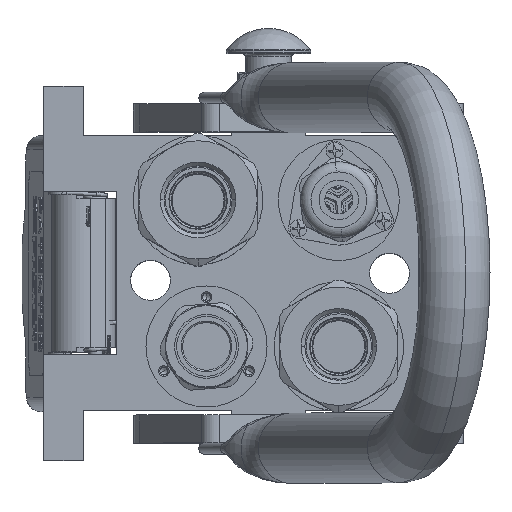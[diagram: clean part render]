
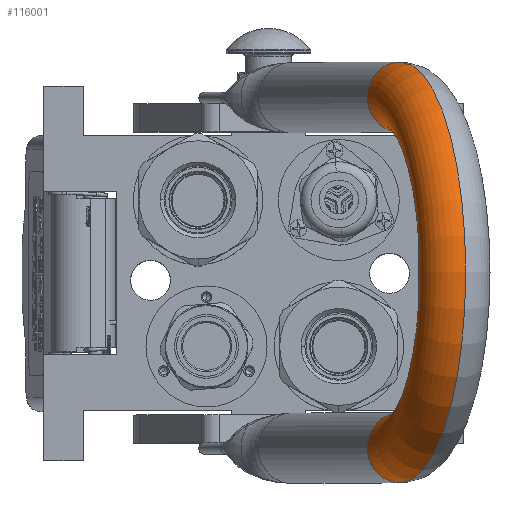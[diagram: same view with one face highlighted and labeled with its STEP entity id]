
A CAD part, top view. The second image highlights one B-rep face of the part: STEP entity #116001.
In plain terms, the highlighted toroidal (fillet/blend) face has major radius 62.25 mm and minor radius 12.5 mm.
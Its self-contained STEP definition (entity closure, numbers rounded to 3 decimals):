
#843 = CARTESIAN_POINT ( 'NONE',  ( 62.25, 0., 125.25 ) ) ;
#4181 = DIRECTION ( 'NONE',  ( 1., 0., 0. ) ) ;
#5229 = VERTEX_POINT ( 'NONE', #38626 ) ;
#38240 = DIRECTION ( 'NONE',  ( -1., 0., 0. ) ) ;
#38626 = CARTESIAN_POINT ( 'NONE',  ( -49.75, 0., 125.25 ) ) ;
#38928 = TOROIDAL_SURFACE ( 'NONE', #91360, 62.25, 12.5 ) ;
#40476 = DIRECTION ( 'NONE',  ( 1., 0., 0. ) ) ;
#43274 = CARTESIAN_POINT ( 'NONE',  ( 0., 0., 125.25 ) ) ;
#45656 = AXIS2_PLACEMENT_3D ( 'NONE', #124730, #168757, #169317 ) ;
#47110 = CIRCLE ( 'NONE', #82977, 12.5 ) ;
#50004 = EDGE_CURVE ( 'NONE', #125198, #5229, #47110, .T. ) ;
#53329 = EDGE_CURVE ( 'NONE', #132108, #170207, #87883, .T. ) ;
#60477 = CIRCLE ( 'NONE', #45656, 49.75 ) ;
#73480 = CARTESIAN_POINT ( 'NONE',  ( -74.75, 0., 125.25 ) ) ;
#76072 = ORIENTED_EDGE ( 'NONE', *, *, #102606, .F. ) ;
#78420 = DIRECTION ( 'NONE',  ( 0., 0., 1. ) ) ;
#78992 = CARTESIAN_POINT ( 'NONE',  ( -62.25, 0., 125.25 ) ) ;
#82475 = ORIENTED_EDGE ( 'NONE', *, *, #159076, .T. ) ;
#82977 = AXIS2_PLACEMENT_3D ( 'NONE', #78992, #78420, #38240 ) ;
#84000 = DIRECTION ( 'NONE',  ( 0., 1., 0. ) ) ;
#87883 = CIRCLE ( 'NONE', #111445, 12.5 ) ;
#88168 = CARTESIAN_POINT ( 'NONE',  ( 0., 0., 125.25 ) ) ;
#91360 = AXIS2_PLACEMENT_3D ( 'NONE', #43274, #84000, #4181 ) ;
#97856 = CIRCLE ( 'NONE', #152404, 74.75 ) ;
#102606 = EDGE_CURVE ( 'NONE', #125198, #132108, #97856, .T. ) ;
#105716 = FACE_OUTER_BOUND ( 'NONE', #167889, .T. ) ;
#110718 = CARTESIAN_POINT ( 'NONE',  ( 49.75, 0., 125.25 ) ) ;
#111445 = AXIS2_PLACEMENT_3D ( 'NONE', #843, #119247, #40476 ) ;
#116001 = ADVANCED_FACE ( 'NONE', ( #105716 ), #38928, .T. ) ;
#118066 = CARTESIAN_POINT ( 'NONE',  ( 74.75, 0., 125.25 ) ) ;
#119247 = DIRECTION ( 'NONE',  ( 0., 0., -1. ) ) ;
#124730 = CARTESIAN_POINT ( 'NONE',  ( 0., 0., 125.25 ) ) ;
#125198 = VERTEX_POINT ( 'NONE', #73480 ) ;
#132108 = VERTEX_POINT ( 'NONE', #118066 ) ;
#142217 = ORIENTED_EDGE ( 'NONE', *, *, #53329, .F. ) ;
#152404 = AXIS2_PLACEMENT_3D ( 'NONE', #88168, #168139, #156442 ) ;
#156442 = DIRECTION ( 'NONE',  ( -1., 0., 0. ) ) ;
#159076 = EDGE_CURVE ( 'NONE', #5229, #170207, #60477, .T. ) ;
#167172 = ORIENTED_EDGE ( 'NONE', *, *, #50004, .T. ) ;
#167889 = EDGE_LOOP ( 'NONE', ( #82475, #142217, #76072, #167172 ) ) ;
#168139 = DIRECTION ( 'NONE',  ( 0., 1., 0. ) ) ;
#168757 = DIRECTION ( 'NONE',  ( 0., 1., 0. ) ) ;
#169317 = DIRECTION ( 'NONE',  ( -1., 0., 0. ) ) ;
#170207 = VERTEX_POINT ( 'NONE', #110718 ) ;
